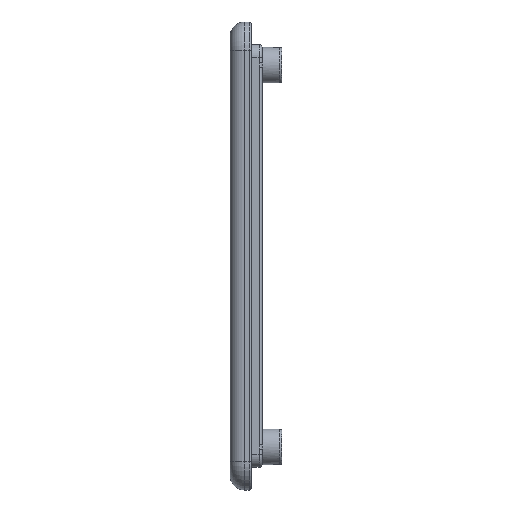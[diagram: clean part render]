
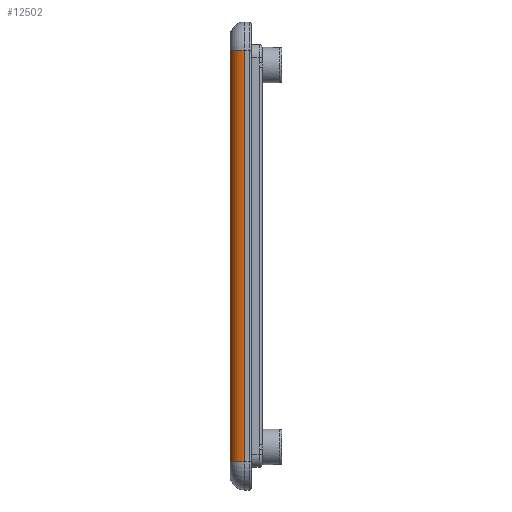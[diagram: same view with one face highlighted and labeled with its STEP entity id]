
A CAD part, left-side view. The second image highlights one B-rep face of the part: STEP entity #12502.
In plain terms, the highlighted cylindrical face has radius 2 mm (diameter 4 mm), a partial arc.
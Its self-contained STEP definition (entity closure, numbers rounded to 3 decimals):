
#101 = EDGE_CURVE ( 'NONE', #9934, #11799, #7283, .T. ) ;
#856 = CARTESIAN_POINT ( 'NONE',  ( -33.5, 16., 29. ) ) ;
#2212 = EDGE_LOOP ( 'NONE', ( #4084, #10336, #20251, #19441 ) ) ;
#2347 = DIRECTION ( 'NONE',  ( 0., 0., 1. ) ) ;
#2537 = DIRECTION ( 'NONE',  ( 0., 0., -1. ) ) ;
#2654 = CYLINDRICAL_SURFACE ( 'NONE', #21481, 2. ) ;
#4084 = ORIENTED_EDGE ( 'NONE', *, *, #12233, .T. ) ;
#4654 = EDGE_CURVE ( 'NONE', #5743, #17946, #9692, .T. ) ;
#5344 = DIRECTION ( 'NONE',  ( 0., 0., 1. ) ) ;
#5743 = VERTEX_POINT ( 'NONE', #7491 ) ;
#5954 = CARTESIAN_POINT ( 'NONE',  ( -33.5, 18., 29. ) ) ;
#6029 = AXIS2_PLACEMENT_3D ( 'NONE', #15343, #13279, #22851 ) ;
#7283 = LINE ( 'NONE', #9223, #8806 ) ;
#7491 = CARTESIAN_POINT ( 'NONE',  ( -35.5, 16., 29. ) ) ;
#8100 = DIRECTION ( 'NONE',  ( 0., 0., -1. ) ) ;
#8119 = FACE_OUTER_BOUND ( 'NONE', #2212, .T. ) ;
#8276 = VECTOR ( 'NONE', #8100, 1000. ) ;
#8806 = VECTOR ( 'NONE', #5344, 1000. ) ;
#9223 = CARTESIAN_POINT ( 'NONE',  ( -33.5, 18., 29. ) ) ;
#9692 = LINE ( 'NONE', #19262, #8276 ) ;
#9830 = DIRECTION ( 'NONE',  ( -1., 0., 0. ) ) ;
#9934 = VERTEX_POINT ( 'NONE', #20521 ) ;
#10336 = ORIENTED_EDGE ( 'NONE', *, *, #4654, .F. ) ;
#11799 = VERTEX_POINT ( 'NONE', #5954 ) ;
#12233 = EDGE_CURVE ( 'NONE', #9934, #17946, #13370, .T. ) ;
#12484 = AXIS2_PLACEMENT_3D ( 'NONE', #856, #2347, #18858 ) ;
#12502 = ADVANCED_FACE ( 'NONE', ( #8119 ), #2654, .T. ) ;
#13279 = DIRECTION ( 'NONE',  ( 0., 0., 1. ) ) ;
#13370 = CIRCLE ( 'NONE', #6029, 2. ) ;
#15343 = CARTESIAN_POINT ( 'NONE',  ( -33.5, 16., -29. ) ) ;
#15405 = CARTESIAN_POINT ( 'NONE',  ( -33.5, 16., 29. ) ) ;
#16373 = CIRCLE ( 'NONE', #12484, 2. ) ;
#17946 = VERTEX_POINT ( 'NONE', #22789 ) ;
#18690 = EDGE_CURVE ( 'NONE', #11799, #5743, #16373, .T. ) ;
#18858 = DIRECTION ( 'NONE',  ( 1., 0., 0. ) ) ;
#19262 = CARTESIAN_POINT ( 'NONE',  ( -35.5, 16., -29. ) ) ;
#19441 = ORIENTED_EDGE ( 'NONE', *, *, #101, .F. ) ;
#20251 = ORIENTED_EDGE ( 'NONE', *, *, #18690, .F. ) ;
#20521 = CARTESIAN_POINT ( 'NONE',  ( -33.5, 18., -29. ) ) ;
#21481 = AXIS2_PLACEMENT_3D ( 'NONE', #15405, #2537, #9830 ) ;
#22789 = CARTESIAN_POINT ( 'NONE',  ( -35.5, 16., -29. ) ) ;
#22851 = DIRECTION ( 'NONE',  ( 1., 0., 0. ) ) ;
